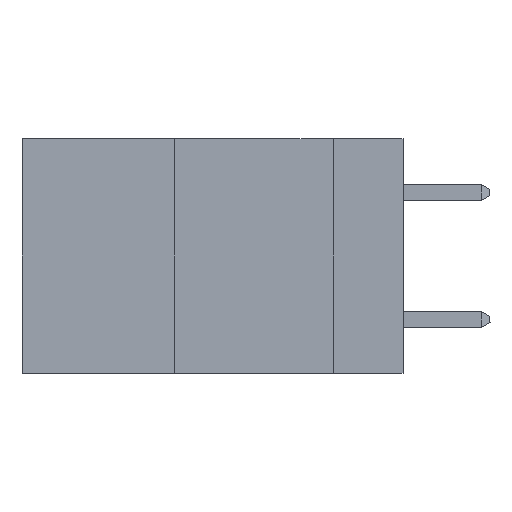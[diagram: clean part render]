
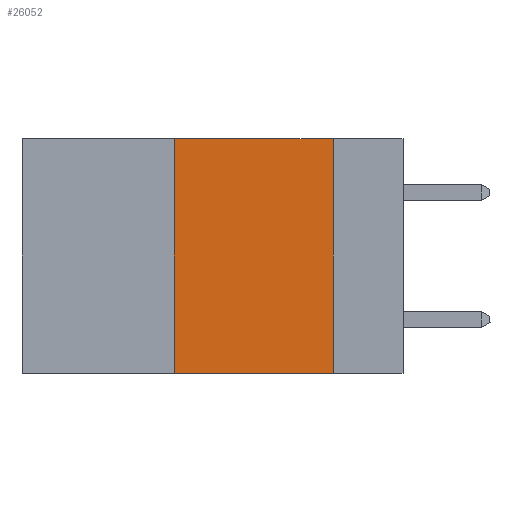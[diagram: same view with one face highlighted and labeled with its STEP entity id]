
A CAD part, left-side view. The second image highlights one B-rep face of the part: STEP entity #26052.
In plain terms, the highlighted planar face has unit normal (-1, 0, 0).
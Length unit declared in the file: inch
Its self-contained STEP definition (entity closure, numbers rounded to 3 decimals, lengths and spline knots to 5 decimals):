
#20 = VERTEX_POINT ( 'NONE', #19007 ) ;
#596 = EDGE_CURVE ( 'NONE', #20, #14913, #3503, .T. ) ;
#707 = EDGE_LOOP ( 'NONE', ( #25831, #3892, #24730, #11105 ) ) ;
#1110 = DIRECTION ( 'NONE',  ( 0., 0., -1. ) ) ;
#3503 = LINE ( 'NONE', #26402, #21094 ) ;
#3892 = ORIENTED_EDGE ( 'NONE', *, *, #15576, .F. ) ;
#4047 = EDGE_CURVE ( 'NONE', #20, #18290, #6935, .T. ) ;
#4647 = DIRECTION ( 'NONE',  ( 0., -1., 0. ) ) ;
#4870 = DIRECTION ( 'NONE',  ( 0., 0., -1. ) ) ;
#5028 = VECTOR ( 'NONE', #4647, 39.37008 ) ;
#5265 = CARTESIAN_POINT ( 'NONE',  ( 0., 0.11, 0. ) ) ;
#6935 = LINE ( 'NONE', #25800, #9179 ) ;
#8893 = FACE_OUTER_BOUND ( 'NONE', #707, .T. ) ;
#9179 = VECTOR ( 'NONE', #17359, 39.37008 ) ;
#9822 = CARTESIAN_POINT ( 'NONE',  ( 0., 0.36, 0. ) ) ;
#10689 = VERTEX_POINT ( 'NONE', #5265 ) ;
#11105 = ORIENTED_EDGE ( 'NONE', *, *, #596, .T. ) ;
#12091 = AXIS2_PLACEMENT_3D ( 'NONE', #25568, #19109, #4870 ) ;
#12651 = VECTOR ( 'NONE', #1110, 39.37008 ) ;
#13392 = CARTESIAN_POINT ( 'NONE',  ( 0., 0.11, 0. ) ) ;
#14913 = VERTEX_POINT ( 'NONE', #22646 ) ;
#15576 = EDGE_CURVE ( 'NONE', #18290, #10689, #17853, .T. ) ;
#16911 = CARTESIAN_POINT ( 'NONE',  ( 0., 0.6, 0. ) ) ;
#17359 = DIRECTION ( 'NONE',  ( 0., 0., 1. ) ) ;
#17853 = LINE ( 'NONE', #16911, #5028 ) ;
#18284 = DIRECTION ( 'NONE',  ( 0., -1., 0. ) ) ;
#18290 = VERTEX_POINT ( 'NONE', #9822 ) ;
#19007 = CARTESIAN_POINT ( 'NONE',  ( 0., 0.36, -0.37 ) ) ;
#19109 = DIRECTION ( 'NONE',  ( 1., 0., 0. ) ) ;
#19266 = PLANE ( 'NONE',  #12091 ) ;
#19811 = EDGE_CURVE ( 'NONE', #10689, #14913, #23547, .T. ) ;
#21094 = VECTOR ( 'NONE', #18284, 39.37008 ) ;
#22646 = CARTESIAN_POINT ( 'NONE',  ( 0., 0.11, -0.37 ) ) ;
#23547 = LINE ( 'NONE', #13392, #12651 ) ;
#24730 = ORIENTED_EDGE ( 'NONE', *, *, #4047, .F. ) ;
#25568 = CARTESIAN_POINT ( 'NONE',  ( 0., 0.6, 0. ) ) ;
#25800 = CARTESIAN_POINT ( 'NONE',  ( 0., 0.36, 0. ) ) ;
#25831 = ORIENTED_EDGE ( 'NONE', *, *, #19811, .F. ) ;
#26052 = ADVANCED_FACE ( 'NONE', ( #8893 ), #19266, .F. ) ;
#26402 = CARTESIAN_POINT ( 'NONE',  ( 0., 0.6, -0.37 ) ) ;
